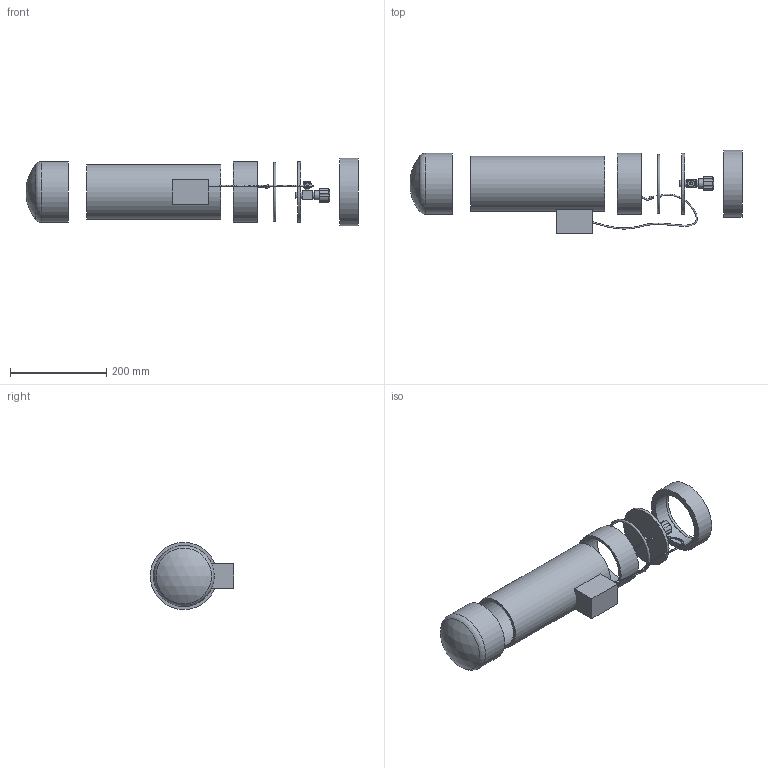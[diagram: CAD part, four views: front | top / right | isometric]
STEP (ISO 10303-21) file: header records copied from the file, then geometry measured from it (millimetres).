
FILE_DESCRIPTION(/* description */ (''),/* implementation_level */ '2;1');
FILE_NAME(/* name */ 'Smart Cow Canister - components outside v11.step',/* time_stamp */ '2020-02-20T09:34:03-08:00',/* author */ (''),/* organization */ (''),/* preprocessor_version */ 'ST-DEVELOPER v18',/* originating_system */ 'Autodesk Translation Framework v8.12.0.6',/* authorisation */ '');
FILE_SCHEMA (('AUTOMOTIVE_DESIGN { 1 0 10303 214 3 1 1 }'));
Length unit declared in the file: inch
Products named in the file (2): Smart Cow Canister - components outside; SS-14DKM4-S4-A-SwagelokCompany-3D-01-29-2020 v1
Assembly tree (1 placements, depth 2):
  Smart Cow Canister - components outside
    SS-14DKM4-S4-A-SwagelokCompany-3D-01-29-2020 v1
Bounding box: 691.56 x 173.99 x 139.7 mm (x, y, z)
Volume: 1558645.2 mm3; surface area: 416078.7 mm2
Topology: 11 solids, 11 shells, 123 faces, 282 edges, 191 vertices
Faces by surface type: plane 61, cylinder 37, cone 17, sphere 3, torus 3, bspline 2
Full cylindrical faces by diameter (mm): 0.508 x1, 4.826 x1, 5.08 x3, 6.35 x3, 7.112 x1, 8.953 x1, 11.112 x1, 13.716 x1, 14.224 x2, 19.05 x1, 101.6 x1, 114.3 x3, 114.617 x1, 116.84 x1, 126.682 x1, 127 x2, 139.7 x1
Entity records: 4129 total; most frequent: CARTESIAN_POINT 1212, DIRECTION 620, ORIENTED_EDGE 556, EDGE_CURVE 278, AXIS2_PLACEMENT_3D 250, VERTEX_POINT 191, EDGE_LOOP 145, CIRCLE 126
